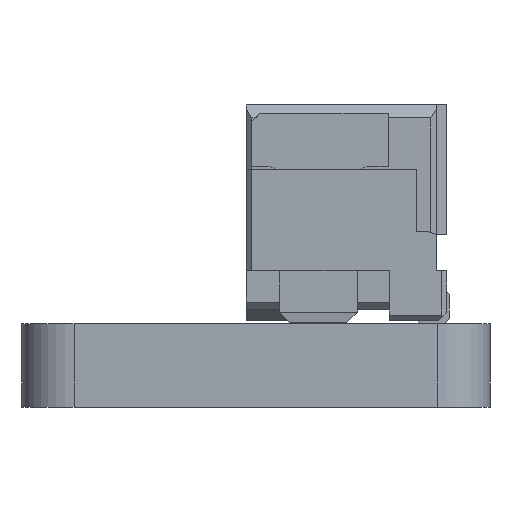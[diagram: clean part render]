
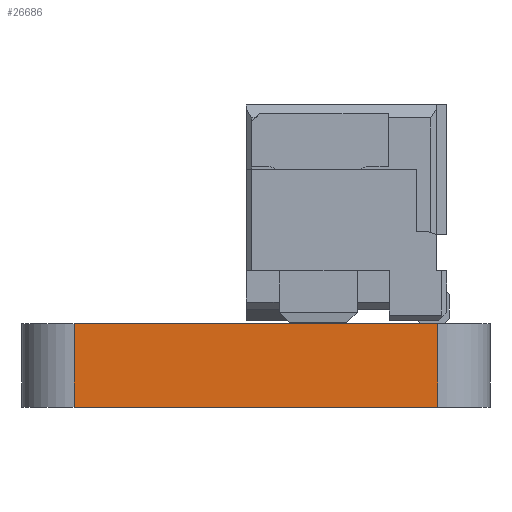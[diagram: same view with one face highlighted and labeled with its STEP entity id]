
A CAD part, left-side view. The second image highlights one B-rep face of the part: STEP entity #26686.
In plain terms, the highlighted planar face has unit normal (-1, 0, 0).
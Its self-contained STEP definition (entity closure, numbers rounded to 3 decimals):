
#25391 = PLANE('',#25392);
#25392 = AXIS2_PLACEMENT_3D('',#25393,#25394,#25395);
#25393 = CARTESIAN_POINT('',(0.,0.,
    1.6));
#25394 = DIRECTION('',(0.,0.,1.));
#25395 = DIRECTION('',(1.,0.,0.));
#25445 = PLANE('',#25446);
#25446 = AXIS2_PLACEMENT_3D('',#25447,#25448,#25449);
#25447 = CARTESIAN_POINT('',(0.,0.,
    0.));
#25448 = DIRECTION('',(0.,0.,1.));
#25449 = DIRECTION('',(1.,0.,0.));
#25642 = VERTEX_POINT('',#25643);
#25643 = CARTESIAN_POINT('',(-10.,3.5,0.));
#25658 = CYLINDRICAL_SURFACE('',#25659,1.);
#25659 = AXIS2_PLACEMENT_3D('',#25660,#25661,#25662);
#25660 = CARTESIAN_POINT('',(-9.,3.5,0.));
#25661 = DIRECTION('',(0.,0.,-1.));
#25662 = DIRECTION('',(1.,0.,0.));
#25670 = EDGE_CURVE('',#25642,#25671,#25673,.T.);
#25671 = VERTEX_POINT('',#25672);
#25672 = CARTESIAN_POINT('',(-10.,-3.5,0.));
#25673 = SURFACE_CURVE('',#25674,(#25678,#25685),.PCURVE_S1.);
#25674 = LINE('',#25675,#25676);
#25675 = CARTESIAN_POINT('',(-10.,3.5,0.));
#25676 = VECTOR('',#25677,1.);
#25677 = DIRECTION('',(0.,-1.,0.));
#25678 = PCURVE('',#25445,#25679);
#25679 = DEFINITIONAL_REPRESENTATION('',(#25680),#25684);
#25680 = LINE('',#25681,#25682);
#25681 = CARTESIAN_POINT('',(-10.,3.5));
#25682 = VECTOR('',#25683,1.);
#25683 = DIRECTION('',(0.,-1.));
#25684 = ( GEOMETRIC_REPRESENTATION_CONTEXT(2) 
PARAMETRIC_REPRESENTATION_CONTEXT() REPRESENTATION_CONTEXT('2D SPACE',''
  ) );
#25685 = PCURVE('',#25686,#25691);
#25686 = PLANE('',#25687);
#25687 = AXIS2_PLACEMENT_3D('',#25688,#25689,#25690);
#25688 = CARTESIAN_POINT('',(-10.,3.5,0.));
#25689 = DIRECTION('',(1.,0.,0.));
#25690 = DIRECTION('',(0.,-1.,0.));
#25691 = DEFINITIONAL_REPRESENTATION('',(#25692),#25696);
#25692 = LINE('',#25693,#25694);
#25693 = CARTESIAN_POINT('',(0.,0.));
#25694 = VECTOR('',#25695,1.);
#25695 = DIRECTION('',(1.,0.));
#25696 = ( GEOMETRIC_REPRESENTATION_CONTEXT(2) 
PARAMETRIC_REPRESENTATION_CONTEXT() REPRESENTATION_CONTEXT('2D SPACE',''
  ) );
#25715 = CYLINDRICAL_SURFACE('',#25716,1.);
#25716 = AXIS2_PLACEMENT_3D('',#25717,#25718,#25719);
#25717 = CARTESIAN_POINT('',(-9.,-3.5,0.));
#25718 = DIRECTION('',(0.,0.,-1.));
#25719 = DIRECTION('',(1.,0.,0.));
#26165 = VERTEX_POINT('',#26166);
#26166 = CARTESIAN_POINT('',(-10.,3.5,1.6));
#26188 = EDGE_CURVE('',#26165,#26189,#26191,.T.);
#26189 = VERTEX_POINT('',#26190);
#26190 = CARTESIAN_POINT('',(-10.,-3.5,1.6));
#26191 = SURFACE_CURVE('',#26192,(#26196,#26203),.PCURVE_S1.);
#26192 = LINE('',#26193,#26194);
#26193 = CARTESIAN_POINT('',(-10.,3.5,1.6));
#26194 = VECTOR('',#26195,1.);
#26195 = DIRECTION('',(0.,-1.,0.));
#26196 = PCURVE('',#25391,#26197);
#26197 = DEFINITIONAL_REPRESENTATION('',(#26198),#26202);
#26198 = LINE('',#26199,#26200);
#26199 = CARTESIAN_POINT('',(-10.,3.5));
#26200 = VECTOR('',#26201,1.);
#26201 = DIRECTION('',(0.,-1.));
#26202 = ( GEOMETRIC_REPRESENTATION_CONTEXT(2) 
PARAMETRIC_REPRESENTATION_CONTEXT() REPRESENTATION_CONTEXT('2D SPACE',''
  ) );
#26203 = PCURVE('',#25686,#26204);
#26204 = DEFINITIONAL_REPRESENTATION('',(#26205),#26209);
#26205 = LINE('',#26206,#26207);
#26206 = CARTESIAN_POINT('',(0.,-1.6));
#26207 = VECTOR('',#26208,1.);
#26208 = DIRECTION('',(1.,0.));
#26209 = ( GEOMETRIC_REPRESENTATION_CONTEXT(2) 
PARAMETRIC_REPRESENTATION_CONTEXT() REPRESENTATION_CONTEXT('2D SPACE',''
  ) );
#26636 = EDGE_CURVE('',#25671,#26189,#26637,.T.);
#26637 = SURFACE_CURVE('',#26638,(#26642,#26649),.PCURVE_S1.);
#26638 = LINE('',#26639,#26640);
#26639 = CARTESIAN_POINT('',(-10.,-3.5,0.));
#26640 = VECTOR('',#26641,1.);
#26641 = DIRECTION('',(0.,0.,1.));
#26642 = PCURVE('',#25715,#26643);
#26643 = DEFINITIONAL_REPRESENTATION('',(#26644),#26648);
#26644 = LINE('',#26645,#26646);
#26645 = CARTESIAN_POINT('',(-3.142,0.));
#26646 = VECTOR('',#26647,1.);
#26647 = DIRECTION('',(0.,-1.));
#26648 = ( GEOMETRIC_REPRESENTATION_CONTEXT(2) 
PARAMETRIC_REPRESENTATION_CONTEXT() REPRESENTATION_CONTEXT('2D SPACE',''
  ) );
#26649 = PCURVE('',#25686,#26650);
#26650 = DEFINITIONAL_REPRESENTATION('',(#26651),#26655);
#26651 = LINE('',#26652,#26653);
#26652 = CARTESIAN_POINT('',(7.,0.));
#26653 = VECTOR('',#26654,1.);
#26654 = DIRECTION('',(0.,-1.));
#26655 = ( GEOMETRIC_REPRESENTATION_CONTEXT(2) 
PARAMETRIC_REPRESENTATION_CONTEXT() REPRESENTATION_CONTEXT('2D SPACE',''
  ) );
#26665 = EDGE_CURVE('',#25642,#26165,#26666,.T.);
#26666 = SURFACE_CURVE('',#26667,(#26671,#26678),.PCURVE_S1.);
#26667 = LINE('',#26668,#26669);
#26668 = CARTESIAN_POINT('',(-10.,3.5,0.));
#26669 = VECTOR('',#26670,1.);
#26670 = DIRECTION('',(0.,0.,1.));
#26671 = PCURVE('',#25658,#26672);
#26672 = DEFINITIONAL_REPRESENTATION('',(#26673),#26677);
#26673 = LINE('',#26674,#26675);
#26674 = CARTESIAN_POINT('',(-3.142,0.));
#26675 = VECTOR('',#26676,1.);
#26676 = DIRECTION('',(0.,-1.));
#26677 = ( GEOMETRIC_REPRESENTATION_CONTEXT(2) 
PARAMETRIC_REPRESENTATION_CONTEXT() REPRESENTATION_CONTEXT('2D SPACE',''
  ) );
#26678 = PCURVE('',#25686,#26679);
#26679 = DEFINITIONAL_REPRESENTATION('',(#26680),#26684);
#26680 = LINE('',#26681,#26682);
#26681 = CARTESIAN_POINT('',(0.,0.));
#26682 = VECTOR('',#26683,1.);
#26683 = DIRECTION('',(0.,-1.));
#26684 = ( GEOMETRIC_REPRESENTATION_CONTEXT(2) 
PARAMETRIC_REPRESENTATION_CONTEXT() REPRESENTATION_CONTEXT('2D SPACE',''
  ) );
#26686 = ADVANCED_FACE('',(#26687),#25686,.F.);
#26687 = FACE_BOUND('',#26688,.F.);
#26688 = EDGE_LOOP('',(#26689,#26690,#26691,#26692));
#26689 = ORIENTED_EDGE('',*,*,#26665,.T.);
#26690 = ORIENTED_EDGE('',*,*,#26188,.T.);
#26691 = ORIENTED_EDGE('',*,*,#26636,.F.);
#26692 = ORIENTED_EDGE('',*,*,#25670,.F.);
